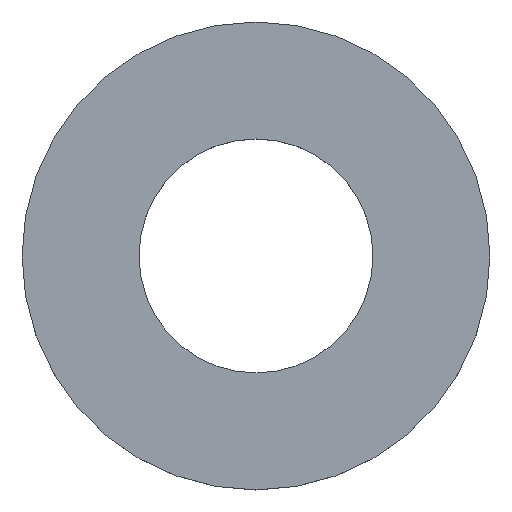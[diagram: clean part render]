
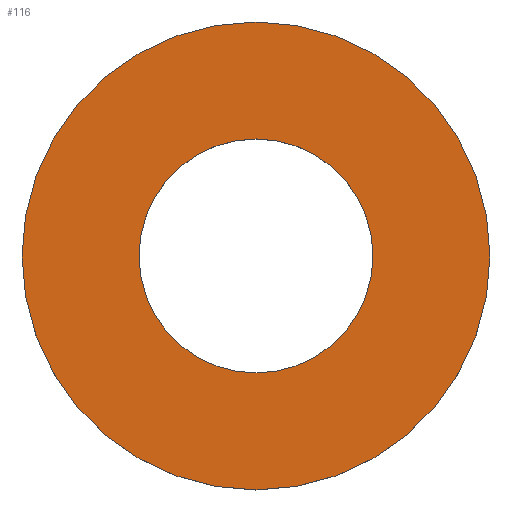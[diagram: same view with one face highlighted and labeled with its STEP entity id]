
A CAD part, top view. The second image highlights one B-rep face of the part: STEP entity #116.
In plain terms, the highlighted planar face has unit normal (0, 0, 1).
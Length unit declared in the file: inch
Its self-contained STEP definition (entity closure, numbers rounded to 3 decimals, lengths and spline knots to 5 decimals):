
#1 = DIRECTION ( 'NONE',  ( 1., 0., 0. ) ) ;
#2 = AXIS2_PLACEMENT_3D ( 'NONE', #200, #95, #26 ) ;
#3 = DIRECTION ( 'NONE',  ( 1., 0., 0. ) ) ;
#6 = DIRECTION ( 'NONE',  ( 0., 0., 1. ) ) ;
#7 = CARTESIAN_POINT ( 'NONE',  ( 0., 0., 0. ) ) ;
#11 = DIRECTION ( 'NONE',  ( 1., 0., 0. ) ) ;
#12 = DIRECTION ( 'NONE',  ( 0., 0., 1. ) ) ;
#17 = EDGE_CURVE ( 'NONE', #145, #111, #76, .T. ) ;
#18 = CIRCLE ( 'NONE', #75, 0.07031 ) ;
#19 = CARTESIAN_POINT ( 'NONE',  ( -0.14063, 0., 0. ) ) ;
#22 = CARTESIAN_POINT ( 'NONE',  ( 0.14063, 0., 0. ) ) ;
#26 = DIRECTION ( 'NONE',  ( 1., 0., 0. ) ) ;
#37 = AXIS2_PLACEMENT_3D ( 'NONE', #7, #6, #3 ) ;
#43 = EDGE_CURVE ( 'NONE', #167, #121, #244, .T. ) ;
#44 = FACE_BOUND ( 'NONE', #164, .T. ) ;
#46 = FACE_OUTER_BOUND ( 'NONE', #191, .T. ) ;
#50 = CIRCLE ( 'NONE', #100, 0.14063 ) ;
#75 = AXIS2_PLACEMENT_3D ( 'NONE', #104, #12, #11 ) ;
#76 = CIRCLE ( 'NONE', #37, 0.14063 ) ;
#80 = EDGE_CURVE ( 'NONE', #111, #145, #50, .T. ) ;
#91 = CARTESIAN_POINT ( 'NONE',  ( 0., 0., 0. ) ) ;
#92 = ORIENTED_EDGE ( 'NONE', *, *, #80, .T. ) ;
#95 = DIRECTION ( 'NONE',  ( 0., 0., 1. ) ) ;
#97 = DIRECTION ( 'NONE',  ( 0., 0., 1. ) ) ;
#100 = AXIS2_PLACEMENT_3D ( 'NONE', #91, #97, #1 ) ;
#104 = CARTESIAN_POINT ( 'NONE',  ( 0., 0., 0. ) ) ;
#111 = VERTEX_POINT ( 'NONE', #22 ) ;
#114 = AXIS2_PLACEMENT_3D ( 'NONE', #197, #241, #206 ) ;
#116 = ADVANCED_FACE ( 'NONE', ( #44, #46 ), #228, .T. ) ;
#117 = ORIENTED_EDGE ( 'NONE', *, *, #218, .F. ) ;
#121 = VERTEX_POINT ( 'NONE', #242 ) ;
#135 = ORIENTED_EDGE ( 'NONE', *, *, #17, .T. ) ;
#145 = VERTEX_POINT ( 'NONE', #19 ) ;
#151 = CARTESIAN_POINT ( 'NONE',  ( 0.07031, 0., 0. ) ) ;
#164 = EDGE_LOOP ( 'NONE', ( #195, #117 ) ) ;
#167 = VERTEX_POINT ( 'NONE', #151 ) ;
#191 = EDGE_LOOP ( 'NONE', ( #92, #135 ) ) ;
#195 = ORIENTED_EDGE ( 'NONE', *, *, #43, .F. ) ;
#197 = CARTESIAN_POINT ( 'NONE',  ( 0., 0., 0. ) ) ;
#200 = CARTESIAN_POINT ( 'NONE',  ( 0., 0., 0. ) ) ;
#206 = DIRECTION ( 'NONE',  ( 1., 0., 0. ) ) ;
#218 = EDGE_CURVE ( 'NONE', #121, #167, #18, .T. ) ;
#228 = PLANE ( 'NONE',  #2 ) ;
#241 = DIRECTION ( 'NONE',  ( 0., 0., 1. ) ) ;
#242 = CARTESIAN_POINT ( 'NONE',  ( -0.07031, 0., 0. ) ) ;
#244 = CIRCLE ( 'NONE', #114, 0.07031 ) ;
